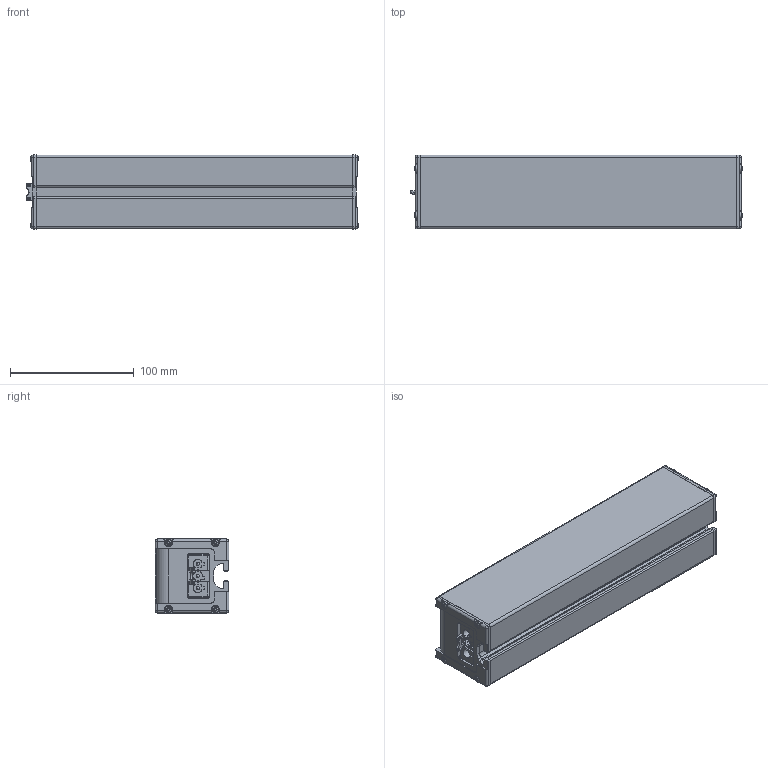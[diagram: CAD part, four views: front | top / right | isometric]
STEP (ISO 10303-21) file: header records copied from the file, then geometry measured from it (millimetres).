
FILE_DESCRIPTION(/* description */ ('STEP AP214'),/* implementation_level */ '2;1');
FILE_NAME(/* name */ '6SBEU04I.264',/* time_stamp */ '2022-12-09T10:35:41+01:00',/* author */ ('License CC BY-ND 4.0'),/* organization */ ('CADENAS'),/* preprocessor_version */ 'ST-DEVELOPER v18.102',/* originating_system */ 'PARTsolutions',/* authorisation */ ' ');
FILE_SCHEMA (('AUTOMOTIVE_DESIGN {1 0 10303 214 3 1 1}'));
Length unit declared in the file: millimetre
Products named in the file (1): 6SBEU04I.264
Bounding box: 268.63 x 59.77 x 60 mm (x, y, z)
Volume: 808084.6 mm3; surface area: 107190.3 mm2
Topology: 1 solids, 1 shells, 746 faces, 1953 edges, 1252 vertices
Faces by surface type: plane 377, cylinder 311, torus 24, sphere 19, cone 15
Full cylindrical faces by diameter (mm): 2.5 x3, 2.7 x3, 2.8 x4, 3.5 x8, 5.6 x8, 5.75 x8, 5.964 x4
Entity records: 27787 total; most frequent: CARTESIAN_POINT 4089, DIRECTION 4023, ORIENTED_EDGE 3708, EDGE_CURVE 1854, AXIS2_PLACEMENT_3D 1496, VERTEX_POINT 1234, LINE 1031, VECTOR 1031
